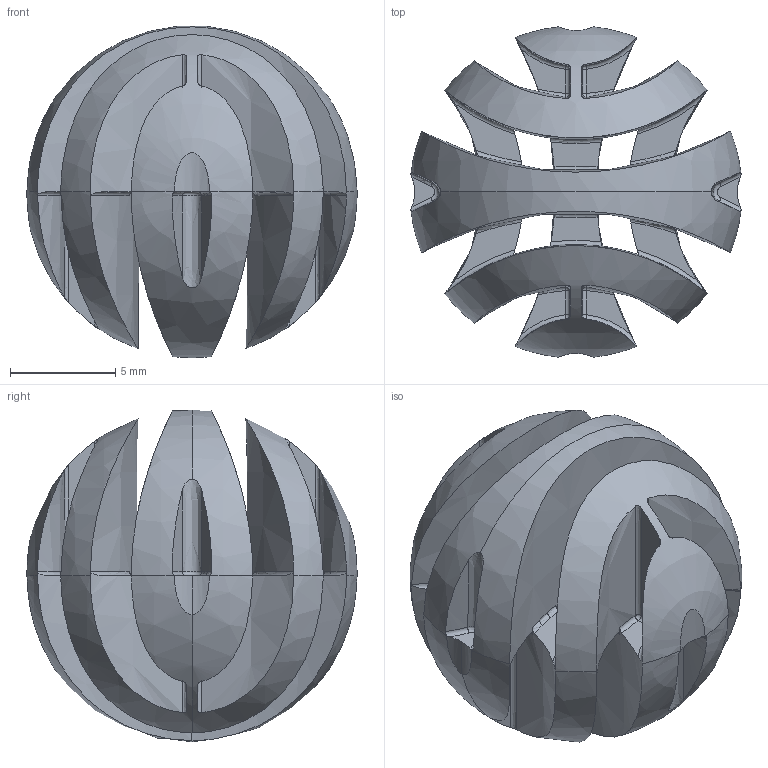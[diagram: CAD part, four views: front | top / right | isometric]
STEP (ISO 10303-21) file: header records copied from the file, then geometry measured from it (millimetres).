
FILE_DESCRIPTION (( 'STEP AP203' ), '1' );
FILE_NAME ('10-00148-001a.step', '2014-05-12T20:53:41', ( 'Nicholas Morozovsky' ), ( '' ), 'SwSTEP 2.0', 'SolidWorks 2012', '' );
FILE_SCHEMA (( 'CONFIG_CONTROL_DESIGN' ));
Length unit declared in the file: millimetre
Products named in the file (1): 10-00148-001a
Bounding box: 15.71 x 15.71 x 15.77 mm (x, y, z)
Volume: 1179.3 mm3; surface area: 1605.7 mm2
Topology: 1 solids, 1 shells, 181 faces, 499 edges, 312 vertices
Faces by surface type: torus 50, cone 34, plane 32, sphere 28, bspline 24, cylinder 13
Entity records: 7470 total; most frequent: CARTESIAN_POINT 3197, ORIENTED_EDGE 998, DIRECTION 783, EDGE_CURVE 499, AXIS2_PLACEMENT_3D 382, VERTEX_POINT 312, B_SPLINE_CURVE_WITH_KNOTS 256, CIRCLE 224
